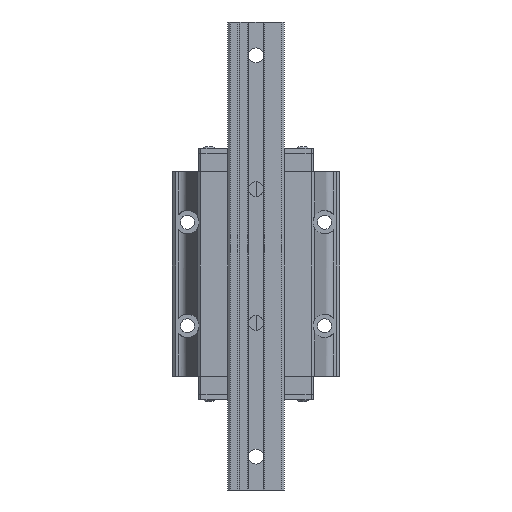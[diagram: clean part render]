
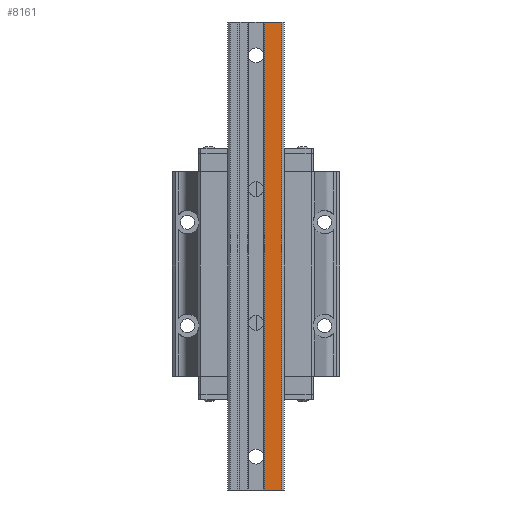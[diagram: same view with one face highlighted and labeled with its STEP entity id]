
A CAD part, front view. The second image highlights one B-rep face of the part: STEP entity #8161.
In plain terms, the highlighted planar face has unit normal (0, -1, 0).
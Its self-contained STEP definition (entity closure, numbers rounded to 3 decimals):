
#11 = EDGE_CURVE ( 'NONE', #10309, #5362, #9375, .T. ) ;
#256 = LINE ( 'NONE', #9546, #4659 ) ;
#336 = CARTESIAN_POINT ( 'NONE',  ( 32.5, 0., 0. ) ) ;
#562 = DIRECTION ( 'NONE',  ( 0., -1., 0. ) ) ;
#675 = VERTEX_POINT ( 'NONE', #5833 ) ;
#985 = ORIENTED_EDGE ( 'NONE', *, *, #11, .T. ) ;
#1625 = CARTESIAN_POINT ( 'NONE',  ( 22., 0., -280. ) ) ;
#2335 = EDGE_CURVE ( 'NONE', #675, #6687, #4851, .T. ) ;
#2652 = EDGE_CURVE ( 'NONE', #6687, #5362, #256, .T. ) ;
#2653 = PLANE ( 'NONE',  #7469 ) ;
#2740 = DIRECTION ( 'NONE',  ( 0., 0., 1. ) ) ;
#3139 = LINE ( 'NONE', #8156, #5890 ) ;
#3768 = CARTESIAN_POINT ( 'NONE',  ( 22., 0., -280. ) ) ;
#4250 = CARTESIAN_POINT ( 'NONE',  ( 22., 0., 0. ) ) ;
#4659 = VECTOR ( 'NONE', #8426, 1000. ) ;
#4851 = LINE ( 'NONE', #3768, #5954 ) ;
#5362 = VERTEX_POINT ( 'NONE', #336 ) ;
#5833 = CARTESIAN_POINT ( 'NONE',  ( 22., 0., -280. ) ) ;
#5890 = VECTOR ( 'NONE', #7112, 1000. ) ;
#5954 = VECTOR ( 'NONE', #2740, 1000. ) ;
#6296 = VECTOR ( 'NONE', #7206, 1000. ) ;
#6687 = VERTEX_POINT ( 'NONE', #4250 ) ;
#6948 = FACE_OUTER_BOUND ( 'NONE', #10359, .T. ) ;
#7112 = DIRECTION ( 'NONE',  ( 1., 0., 0. ) ) ;
#7206 = DIRECTION ( 'NONE',  ( 0., 0., 1. ) ) ;
#7469 = AXIS2_PLACEMENT_3D ( 'NONE', #1625, #562, #9845 ) ;
#7791 = ORIENTED_EDGE ( 'NONE', *, *, #8097, .T. ) ;
#8097 = EDGE_CURVE ( 'NONE', #675, #10309, #3139, .T. ) ;
#8156 = CARTESIAN_POINT ( 'NONE',  ( 22., 0., -280. ) ) ;
#8161 = ADVANCED_FACE ( 'NONE', ( #6948 ), #2653, .T. ) ;
#8213 = ORIENTED_EDGE ( 'NONE', *, *, #2335, .F. ) ;
#8253 = CARTESIAN_POINT ( 'NONE',  ( 32.5, 0., -280. ) ) ;
#8426 = DIRECTION ( 'NONE',  ( 1., 0., 0. ) ) ;
#8748 = ORIENTED_EDGE ( 'NONE', *, *, #2652, .F. ) ;
#9375 = LINE ( 'NONE', #8253, #6296 ) ;
#9546 = CARTESIAN_POINT ( 'NONE',  ( 22., 0., 0. ) ) ;
#9845 = DIRECTION ( 'NONE',  ( 0., 0., -1. ) ) ;
#10219 = CARTESIAN_POINT ( 'NONE',  ( 32.5, 0., -280. ) ) ;
#10309 = VERTEX_POINT ( 'NONE', #10219 ) ;
#10359 = EDGE_LOOP ( 'NONE', ( #8748, #8213, #7791, #985 ) ) ;
